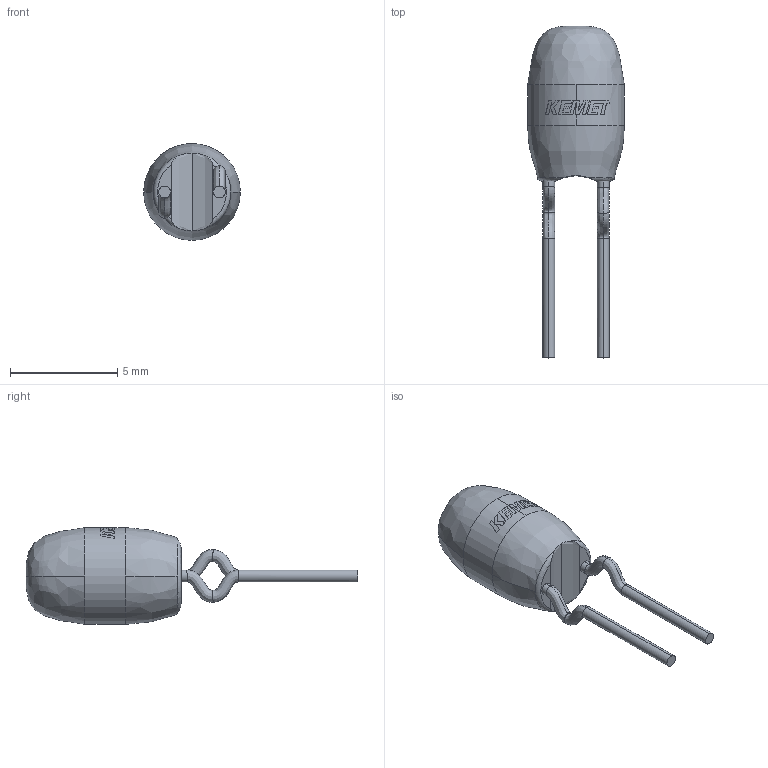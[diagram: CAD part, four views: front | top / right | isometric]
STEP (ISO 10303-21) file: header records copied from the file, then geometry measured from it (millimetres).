
FILE_DESCRIPTION (( 'STEP AP214' ), '1' );
FILE_NAME ('CTR_T351_D4.5H9.9S2.54LL5.56F0.55.STEP', '2017-11-30T22:53:16', ( '' ), ( '' ), 'SwSTEP 2.0', 'SolidWorks 2014', '' );
FILE_SCHEMA (( 'AUTOMOTIVE_DESIGN' ));
Length unit declared in the file: millimetre
Products named in the file (1): CTR_T351_D4.5H9.9S2.54LL5.56F0.55
Bounding box: 4.5 x 15.46 x 4.5 mm (x, y, z)
Volume: 100.6 mm3; surface area: 141.6 mm2
Topology: 1 solids, 1 shells, 88 faces, 234 edges, 152 vertices
Faces by surface type: bspline 49, plane 27, cylinder 10, torus 2
Entity records: 4935 total; most frequent: CARTESIAN_POINT 2153, ORIENTED_EDGE 468, EDGE_CURVE 234, DIRECTION 233, VERTEX_POINT 152, B_SPLINE_CURVE_WITH_KNOTS 139, AXIS2_PLACEMENT_3D 110, EDGE_LOOP 92
